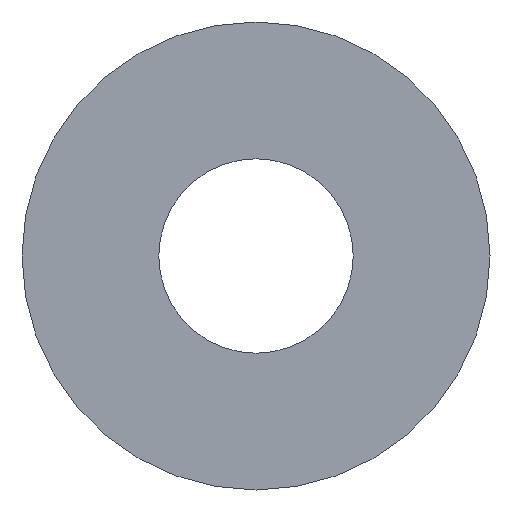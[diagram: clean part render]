
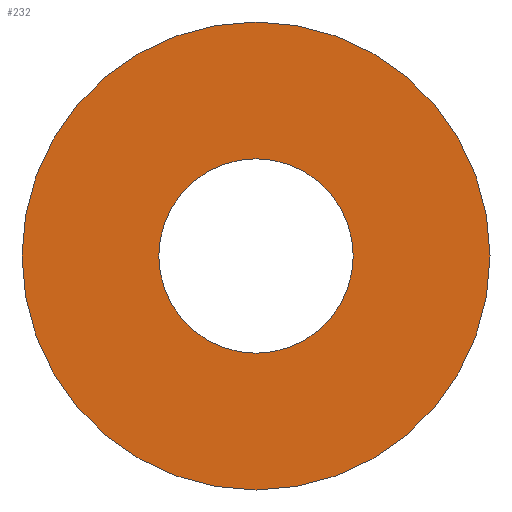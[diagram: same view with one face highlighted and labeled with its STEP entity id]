
A CAD part, front view. The second image highlights one B-rep face of the part: STEP entity #232.
In plain terms, the highlighted planar face has unit normal (0, -1, 0).
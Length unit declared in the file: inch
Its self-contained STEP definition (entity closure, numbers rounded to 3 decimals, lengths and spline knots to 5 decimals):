
#25 = EDGE_CURVE ( 'NONE', #119, #117, #46, .T. ) ;
#26 = EDGE_CURVE ( 'NONE', #117, #119, #47, .T. ) ;
#27 = EDGE_CURVE ( 'NONE', #110, #109, #49, .T. ) ;
#30 = EDGE_CURVE ( 'NONE', #109, #110, #185, .T. ) ;
#34 = AXIS2_PLACEMENT_3D ( 'NONE', #217, #218, #221 ) ;
#36 = AXIS2_PLACEMENT_3D ( 'NONE', #220, #215, #214 ) ;
#40 = FACE_BOUND ( 'NONE', #72, .T. ) ;
#41 = FACE_OUTER_BOUND ( 'NONE', #71, .T. ) ;
#46 = CIRCLE ( 'NONE', #34, 0.12795 ) ;
#47 = CIRCLE ( 'NONE', #36, 0.12795 ) ;
#49 = CIRCLE ( 'NONE', #200, 0.05315 ) ;
#50 = PLANE ( 'NONE',  #246 ) ;
#71 = EDGE_LOOP ( 'NONE', ( #99, #98 ) ) ;
#72 = EDGE_LOOP ( 'NONE', ( #101, #100 ) ) ;
#87 = CARTESIAN_POINT ( 'NONE',  ( 0., 0., 0. ) ) ;
#88 = DIRECTION ( 'NONE',  ( 0., 1., 0. ) ) ;
#89 = DIRECTION ( 'NONE',  ( 0., 0., 1. ) ) ;
#98 = ORIENTED_EDGE ( 'NONE', *, *, #26, .F. ) ;
#99 = ORIENTED_EDGE ( 'NONE', *, *, #25, .F. ) ;
#100 = ORIENTED_EDGE ( 'NONE', *, *, #27, .T. ) ;
#101 = ORIENTED_EDGE ( 'NONE', *, *, #30, .T. ) ;
#109 = VERTEX_POINT ( 'NONE', #163 ) ;
#110 = VERTEX_POINT ( 'NONE', #178 ) ;
#117 = VERTEX_POINT ( 'NONE', #177 ) ;
#119 = VERTEX_POINT ( 'NONE', #181 ) ;
#163 = CARTESIAN_POINT ( 'NONE',  ( 0., 0., 0.05315 ) ) ;
#177 = CARTESIAN_POINT ( 'NONE',  ( 0., 0., 0.12795 ) ) ;
#178 = CARTESIAN_POINT ( 'NONE',  ( 0., 0., -0.05315 ) ) ;
#181 = CARTESIAN_POINT ( 'NONE',  ( 0., 0., -0.12795 ) ) ;
#185 = CIRCLE ( 'NONE', #202, 0.05315 ) ;
#200 = AXIS2_PLACEMENT_3D ( 'NONE', #213, #211, #209 ) ;
#202 = AXIS2_PLACEMENT_3D ( 'NONE', #208, #238, #240 ) ;
#208 = CARTESIAN_POINT ( 'NONE',  ( 0., 0., 0. ) ) ;
#209 = DIRECTION ( 'NONE',  ( 0., 0., 1. ) ) ;
#211 = DIRECTION ( 'NONE',  ( 0., 1., 0. ) ) ;
#213 = CARTESIAN_POINT ( 'NONE',  ( 0., 0., 0. ) ) ;
#214 = DIRECTION ( 'NONE',  ( 0., 0., 1. ) ) ;
#215 = DIRECTION ( 'NONE',  ( 0., 1., 0. ) ) ;
#217 = CARTESIAN_POINT ( 'NONE',  ( 0., 0., 0. ) ) ;
#218 = DIRECTION ( 'NONE',  ( 0., 1., 0. ) ) ;
#220 = CARTESIAN_POINT ( 'NONE',  ( 0., 0., 0. ) ) ;
#221 = DIRECTION ( 'NONE',  ( 0., 0., 1. ) ) ;
#232 = ADVANCED_FACE ( 'NONE', ( #40, #41 ), #50, .F. ) ;
#238 = DIRECTION ( 'NONE',  ( 0., 1., 0. ) ) ;
#240 = DIRECTION ( 'NONE',  ( 0., 0., 1. ) ) ;
#246 = AXIS2_PLACEMENT_3D ( 'NONE', #87, #88, #89 ) ;
